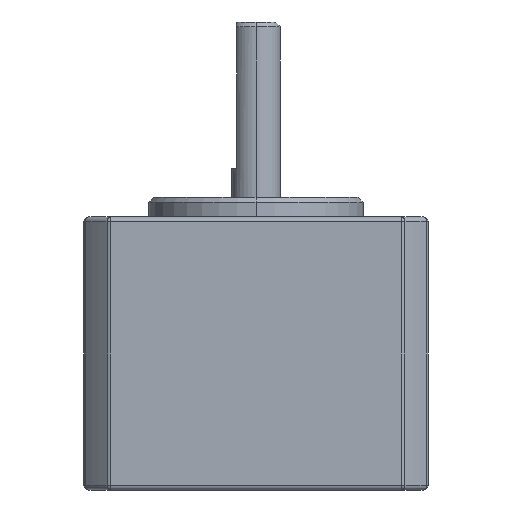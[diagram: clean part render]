
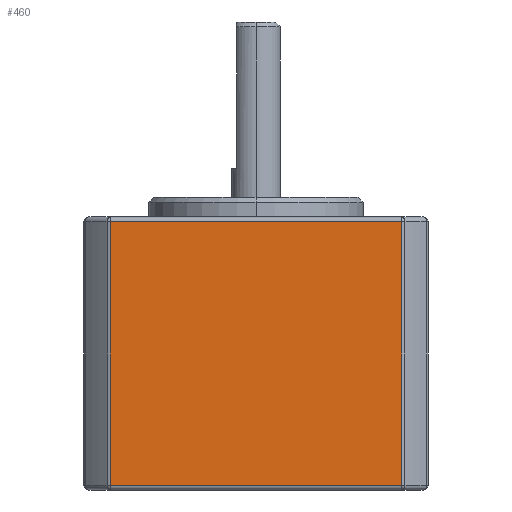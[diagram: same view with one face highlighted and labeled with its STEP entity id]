
A CAD part, left-side view. The second image highlights one B-rep face of the part: STEP entity #460.
In plain terms, the highlighted planar face has unit normal (-1, 0, 0).
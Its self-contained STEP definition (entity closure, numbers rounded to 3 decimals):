
#34 = VECTOR ( 'NONE', #345, 1000. ) ;
#45 = VECTOR ( 'NONE', #343, 1000. ) ;
#140 = VECTOR ( 'NONE', #339, 1000. ) ;
#155 = AXIS2_PLACEMENT_3D ( 'NONE', #800, #801, #802 ) ;
#183 = VECTOR ( 'NONE', #341, 1000. ) ;
#312 = EDGE_CURVE ( 'NONE', #678, #1071, #1179, .T. ) ;
#313 = EDGE_CURVE ( 'NONE', #683, #678, #1180, .T. ) ;
#314 = EDGE_CURVE ( 'NONE', #1071, #681, #1181, .T. ) ;
#315 = EDGE_CURVE ( 'NONE', #681, #683, #1182, .T. ) ;
#338 = CARTESIAN_POINT ( 'NONE',  ( -17.65, 14.948, 28. ) ) ;
#339 = DIRECTION ( 'NONE',  ( 0., 0., -1. ) ) ;
#340 = CARTESIAN_POINT ( 'NONE',  ( -17.65, 15.134, 27.5 ) ) ;
#341 = DIRECTION ( 'NONE',  ( 0., 1., 0. ) ) ;
#342 = CARTESIAN_POINT ( 'NONE',  ( -17.65, 15.134, 0.5 ) ) ;
#343 = DIRECTION ( 'NONE',  ( 0., -1., 0. ) ) ;
#344 = CARTESIAN_POINT ( 'NONE',  ( -17.65, -14.948, 28. ) ) ;
#345 = DIRECTION ( 'NONE',  ( 0., 0., 1. ) ) ;
#460 = ADVANCED_FACE ( 'NONE', ( #628 ), #799, .F. ) ;
#628 = FACE_OUTER_BOUND ( 'NONE', #1873, .T. ) ;
#678 = VERTEX_POINT ( 'NONE', #1768 ) ;
#681 = VERTEX_POINT ( 'NONE', #1771 ) ;
#683 = VERTEX_POINT ( 'NONE', #1773 ) ;
#799 = PLANE ( 'NONE',  #155 ) ;
#800 = CARTESIAN_POINT ( 'NONE',  ( -17.65, 15.134, 28. ) ) ;
#801 = DIRECTION ( 'NONE',  ( 1., 0., 0. ) ) ;
#802 = DIRECTION ( 'NONE',  ( 0., 0., -1. ) ) ;
#1071 = VERTEX_POINT ( 'NONE', #1785 ) ;
#1131 = ORIENTED_EDGE ( 'NONE', *, *, #314, .T. ) ;
#1179 = LINE ( 'NONE', #338, #140 ) ;
#1180 = LINE ( 'NONE', #340, #183 ) ;
#1181 = LINE ( 'NONE', #342, #45 ) ;
#1182 = LINE ( 'NONE', #344, #34 ) ;
#1651 = ORIENTED_EDGE ( 'NONE', *, *, #313, .T. ) ;
#1652 = ORIENTED_EDGE ( 'NONE', *, *, #315, .T. ) ;
#1653 = ORIENTED_EDGE ( 'NONE', *, *, #312, .T. ) ;
#1768 = CARTESIAN_POINT ( 'NONE',  ( -17.65, 14.948, 27.5 ) ) ;
#1771 = CARTESIAN_POINT ( 'NONE',  ( -17.65, -14.948, 0.5 ) ) ;
#1773 = CARTESIAN_POINT ( 'NONE',  ( -17.65, -14.948, 27.5 ) ) ;
#1785 = CARTESIAN_POINT ( 'NONE',  ( -17.65, 14.948, 0.5 ) ) ;
#1873 = EDGE_LOOP ( 'NONE', ( #1131, #1652, #1651, #1653 ) ) ;
